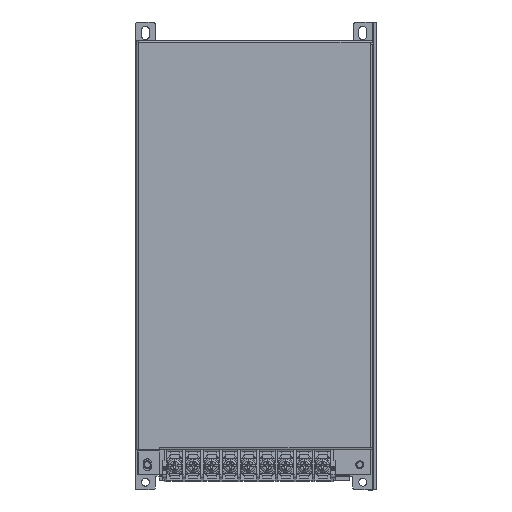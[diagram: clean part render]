
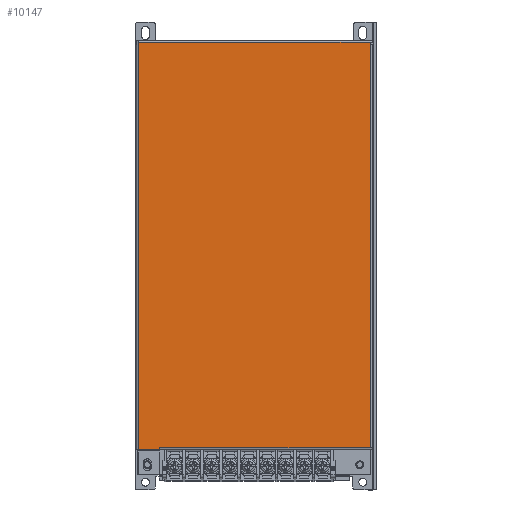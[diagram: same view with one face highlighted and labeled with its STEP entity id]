
A CAD part, top view. The second image highlights one B-rep face of the part: STEP entity #10147.
In plain terms, the highlighted planar face has unit normal (0, 0, 1).
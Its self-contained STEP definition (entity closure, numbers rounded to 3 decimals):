
#1571 = CARTESIAN_POINT ( 'NONE',  ( 121., -1., 0. ) ) ;
#2511 = EDGE_CURVE ( 'NONE', #42706, #31346, #50473, .T. ) ;
#2861 = LINE ( 'NONE', #32764, #14167 ) ;
#7584 = CARTESIAN_POINT ( 'NONE',  ( 0., 0., 0. ) ) ;
#8681 = AXIS2_PLACEMENT_3D ( 'NONE', #7584, #55251, #50153 ) ;
#8731 = EDGE_CURVE ( 'NONE', #17759, #50535, #25840, .T. ) ;
#8811 = LINE ( 'NONE', #62791, #36336 ) ;
#8964 = CARTESIAN_POINT ( 'NONE',  ( 1., -209.9, 0. ) ) ;
#10147 = ADVANCED_FACE ( 'NONE', ( #16171 ), #11412, .T. ) ;
#11412 = PLANE ( 'NONE',  #8681 ) ;
#13669 = DIRECTION ( 'NONE',  ( 1., 0., 0. ) ) ;
#13718 = CARTESIAN_POINT ( 'NONE',  ( 120., -209., 0. ) ) ;
#13914 = ORIENTED_EDGE ( 'NONE', *, *, #2511, .T. ) ;
#14167 = VECTOR ( 'NONE', #13669, 1000. ) ;
#15424 = LINE ( 'NONE', #25910, #47325 ) ;
#16171 = FACE_OUTER_BOUND ( 'NONE', #44721, .T. ) ;
#17759 = VERTEX_POINT ( 'NONE', #41250 ) ;
#19425 = EDGE_CURVE ( 'NONE', #17759, #45799, #61099, .T. ) ;
#20488 = DIRECTION ( 'NONE',  ( 0., 1., 0. ) ) ;
#21728 = CARTESIAN_POINT ( 'NONE',  ( 12.1, -209., 0. ) ) ;
#25840 = LINE ( 'NONE', #53817, #34841 ) ;
#25910 = CARTESIAN_POINT ( 'NONE',  ( 120., -209., 0. ) ) ;
#30333 = CARTESIAN_POINT ( 'NONE',  ( 1., -1., 0. ) ) ;
#30415 = ORIENTED_EDGE ( 'NONE', *, *, #58573, .T. ) ;
#30436 = ORIENTED_EDGE ( 'NONE', *, *, #19425, .T. ) ;
#30822 = DIRECTION ( 'NONE',  ( -1., 0., 0. ) ) ;
#31346 = VERTEX_POINT ( 'NONE', #30333 ) ;
#32764 = CARTESIAN_POINT ( 'NONE',  ( 12.1, -209., 0. ) ) ;
#33356 = CARTESIAN_POINT ( 'NONE',  ( 12.1, 0., 0. ) ) ;
#34438 = ORIENTED_EDGE ( 'NONE', *, *, #54312, .T. ) ;
#34456 = DIRECTION ( 'NONE',  ( -1., 0., 0. ) ) ;
#34841 = VECTOR ( 'NONE', #34456, 1000. ) ;
#36336 = VECTOR ( 'NONE', #57765, 1000. ) ;
#37823 = DIRECTION ( 'NONE',  ( 0., 1., 0. ) ) ;
#41250 = CARTESIAN_POINT ( 'NONE',  ( 12.1, -209.9, 0. ) ) ;
#42706 = VERTEX_POINT ( 'NONE', #49311 ) ;
#44721 = EDGE_LOOP ( 'NONE', ( #34438, #30415, #13914, #61536, #46198, #30436 ) ) ;
#45799 = VERTEX_POINT ( 'NONE', #21728 ) ;
#46198 = ORIENTED_EDGE ( 'NONE', *, *, #8731, .F. ) ;
#46355 = VECTOR ( 'NONE', #37823, 1000. ) ;
#47325 = VECTOR ( 'NONE', #20488, 1000. ) ;
#49311 = CARTESIAN_POINT ( 'NONE',  ( 120., -1., 0. ) ) ;
#50153 = DIRECTION ( 'NONE',  ( 1., 0., 0. ) ) ;
#50444 = VERTEX_POINT ( 'NONE', #13718 ) ;
#50473 = LINE ( 'NONE', #1571, #62205 ) ;
#50535 = VERTEX_POINT ( 'NONE', #8964 ) ;
#51880 = EDGE_CURVE ( 'NONE', #31346, #50535, #8811, .T. ) ;
#53817 = CARTESIAN_POINT ( 'NONE',  ( 1., -209.9, 0. ) ) ;
#54312 = EDGE_CURVE ( 'NONE', #45799, #50444, #2861, .T. ) ;
#55251 = DIRECTION ( 'NONE',  ( 0., 0., 1. ) ) ;
#57765 = DIRECTION ( 'NONE',  ( 0., -1., 0. ) ) ;
#58573 = EDGE_CURVE ( 'NONE', #50444, #42706, #15424, .T. ) ;
#61099 = LINE ( 'NONE', #33356, #46355 ) ;
#61536 = ORIENTED_EDGE ( 'NONE', *, *, #51880, .T. ) ;
#62205 = VECTOR ( 'NONE', #30822, 1000. ) ;
#62791 = CARTESIAN_POINT ( 'NONE',  ( 1., 0., 0. ) ) ;
